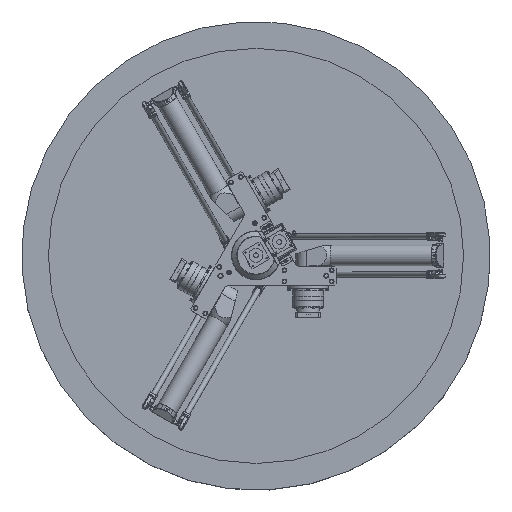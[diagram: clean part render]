
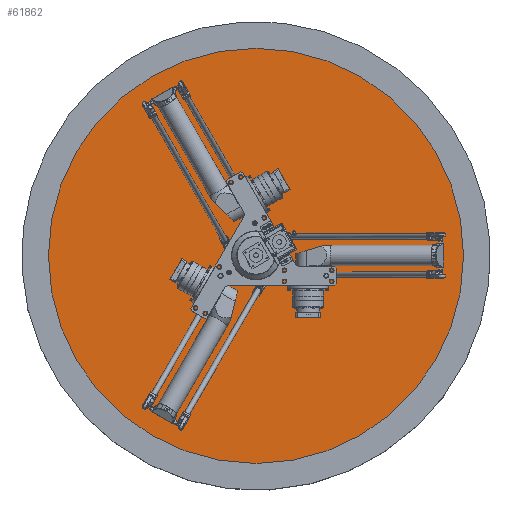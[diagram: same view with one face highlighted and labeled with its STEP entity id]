
A CAD part, top view. The second image highlights one B-rep face of the part: STEP entity #61862.
In plain terms, the highlighted face is planar.
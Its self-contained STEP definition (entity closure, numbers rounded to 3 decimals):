
#3637=PLANE('',#67634);
#7382=FACE_OUTER_BOUND('',#11337,.T.);
#11337=EDGE_LOOP('',(#50058));
#23830=CIRCLE('',#67632,597.9);
#28364=VERTEX_POINT('',#107784);
#35864=EDGE_CURVE('',#28364,#28364,#23830,.T.);
#50058=ORIENTED_EDGE('',*,*,#35864,.T.);
#61862=ADVANCED_FACE('',(#7382),#3637,.T.);
#67632=AXIS2_PLACEMENT_3D('',#107785,#80729,#80730);
#67634=AXIS2_PLACEMENT_3D('',#107789,#80734,#80735);
#80729=DIRECTION('center_axis',(0.,1.,0.));
#80730=DIRECTION('ref_axis',(-1.,0.,0.));
#80734=DIRECTION('center_axis',(0.,1.,0.));
#80735=DIRECTION('ref_axis',(0.,0.,1.));
#107784=CARTESIAN_POINT('',(597.9,250.,0.));
#107785=CARTESIAN_POINT('Origin',(0.,250.,0.));
#107789=CARTESIAN_POINT('Origin',(-298.95,250.,0.));
